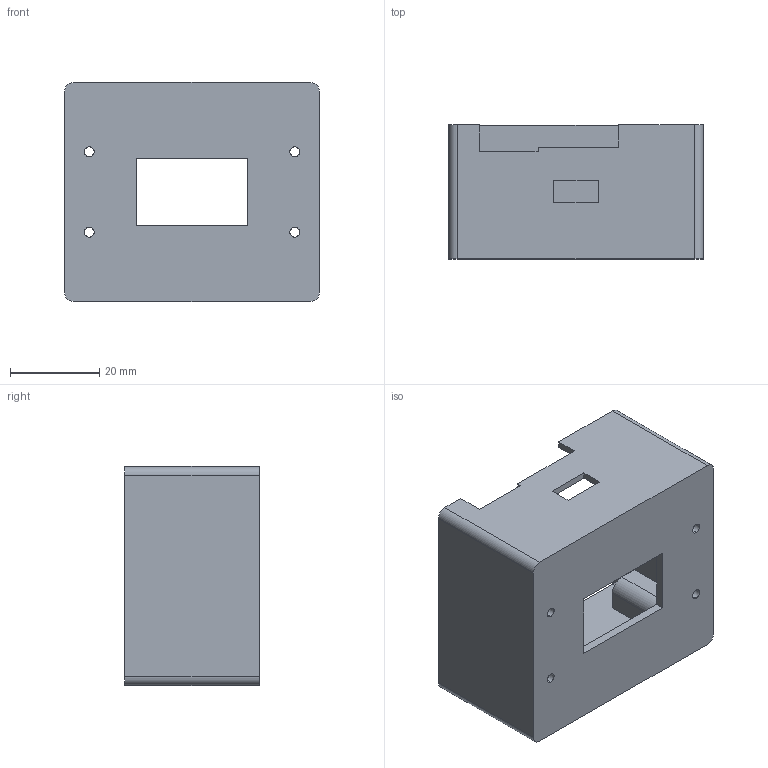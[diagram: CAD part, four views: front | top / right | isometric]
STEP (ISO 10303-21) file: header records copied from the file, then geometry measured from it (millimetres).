
FILE_DESCRIPTION (( 'STEP AP214' ), '1' );
FILE_NAME ('菁褲.STEP', '2020-06-10T15:37:48', ( '' ), ( '' ), 'SwSTEP 2.0', 'SolidWorks 2015', '' );
FILE_SCHEMA (( 'AUTOMOTIVE_DESIGN' ));
Length unit declared in the file: millimetre
Products named in the file (1): 菁褲
Bounding box: 57 x 30 x 49 mm (x, y, z)
Volume: 16066.1 mm3; surface area: 16404.8 mm2
Topology: 1 solids, 1 shells, 52 faces, 150 edges, 100 vertices
Faces by surface type: plane 33, cylinder 19
Entity records: 1770 total; most frequent: CARTESIAN_POINT 303, ORIENTED_EDGE 300, DIRECTION 294, EDGE_CURVE 150, VECTOR 112, LINE 112, VERTEX_POINT 100, AXIS2_PLACEMENT_3D 91
